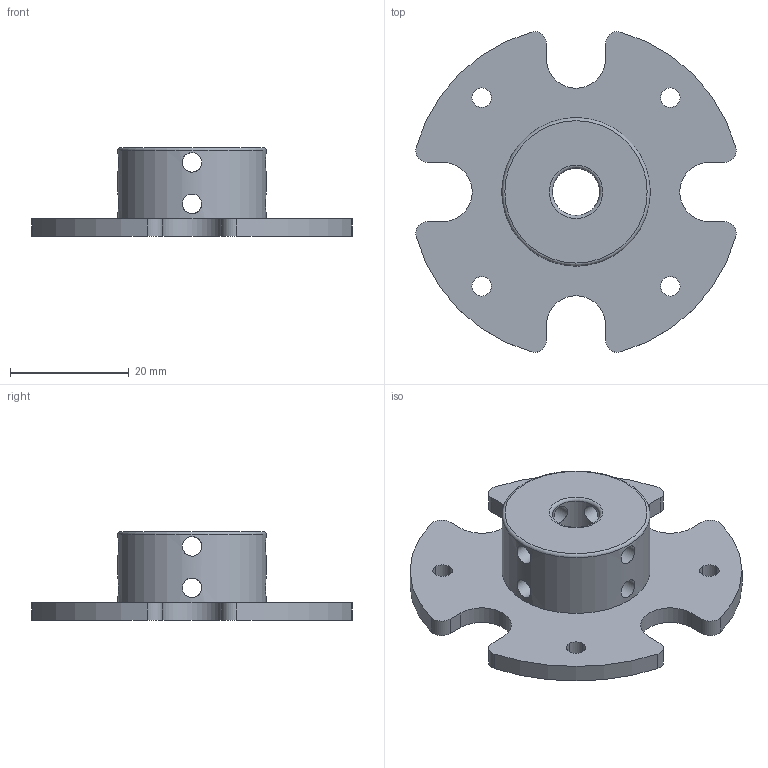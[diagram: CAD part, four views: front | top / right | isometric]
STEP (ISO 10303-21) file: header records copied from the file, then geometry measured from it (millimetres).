
FILE_DESCRIPTION(('FreeCAD Model'),'2;1');
FILE_NAME('Acople_Motor.step','2020-04-18T11:16:38',('Author'), (''),'Open CASCADE STEP processor 7.3','FreeCAD','Unknown');
FILE_SCHEMA(('AUTOMOTIVE_DESIGN { 1 0 10303 214 1 1 1 1 }'));
Length unit declared in the file: millimetre
Products named in the file (1): Fillet001
Bounding box: 54.07 x 54.07 x 15 mm (x, y, z)
Volume: 10681.5 mm3; surface area: 6666.6 mm2
Topology: 1 solids, 1 shells, 63 faces, 185 edges, 121 vertices
Faces by surface type: cylinder 46, plane 11, torus 6
Full cylindrical faces by diameter (mm): 3.3 x8, 8 x1, 25 x1
Entity records: 9120 total; most frequent: CARTESIAN_POINT 5592, DIRECTION 627, ORIENTED_EDGE 370, PCURVE 370, DEFINITIONAL_REPRESENTATION 370, LINE 309, VECTOR 309, EDGE_CURVE 185
